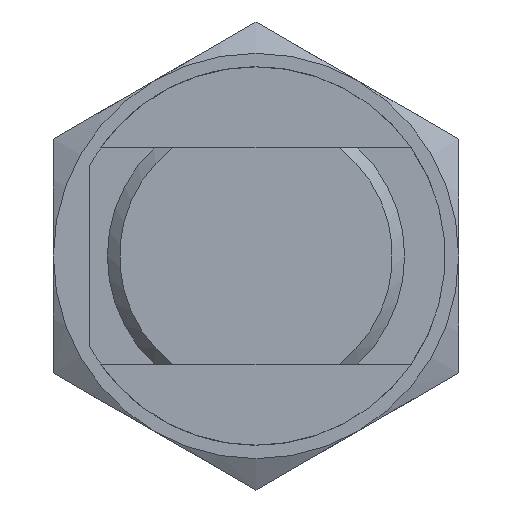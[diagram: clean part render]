
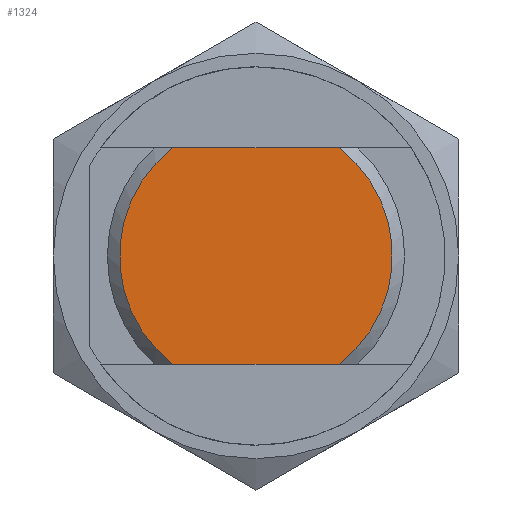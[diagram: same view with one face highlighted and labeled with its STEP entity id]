
A CAD part, front view. The second image highlights one B-rep face of the part: STEP entity #1324.
In plain terms, the highlighted planar face has unit normal (0, -1, 0).
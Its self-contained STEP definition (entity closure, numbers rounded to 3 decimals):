
#172=LINE('',#2331,#222);
#173=LINE('',#2335,#223);
#222=VECTOR('',#1831,1000.);
#223=VECTOR('',#1834,1000.);
#484=ORIENTED_EDGE('',*,*,#724,.F.);
#485=ORIENTED_EDGE('',*,*,#725,.T.);
#486=ORIENTED_EDGE('',*,*,#726,.F.);
#487=ORIENTED_EDGE('',*,*,#727,.T.);
#724=EDGE_CURVE('',#858,#859,#944,.T.);
#725=EDGE_CURVE('',#858,#860,#172,.T.);
#726=EDGE_CURVE('',#861,#860,#945,.T.);
#727=EDGE_CURVE('',#861,#859,#173,.T.);
#858=VERTEX_POINT('',#2329);
#859=VERTEX_POINT('',#2330);
#860=VERTEX_POINT('',#2332);
#861=VERTEX_POINT('',#2334);
#944=CIRCLE('',#1517,10.1);
#945=CIRCLE('',#1518,10.1);
#1048=EDGE_LOOP('',(#484,#485,#486,#487));
#1172=FACE_BOUND('',#1048,.T.);
#1247=PLANE('',#1516);
#1324=ADVANCED_FACE('',(#1172),#1247,.T.);
#1516=AXIS2_PLACEMENT_3D('',#2327,#1827,#1828);
#1517=AXIS2_PLACEMENT_3D('',#2328,#1829,#1830);
#1518=AXIS2_PLACEMENT_3D('',#2333,#1832,#1833);
#1827=DIRECTION('',(0.,-1.,0.));
#1828=DIRECTION('',(0.,0.,-1.));
#1829=DIRECTION('',(0.,1.,0.));
#1830=DIRECTION('',(-1.,0.,0.));
#1831=DIRECTION('',(1.,0.,0.));
#1832=DIRECTION('',(0.,1.,0.));
#1833=DIRECTION('',(1.,0.,0.));
#1834=DIRECTION('',(-1.,0.,0.));
#2327=CARTESIAN_POINT('',(-5.5,0.,0.));
#2328=CARTESIAN_POINT('',(0.,0.,0.));
#2329=CARTESIAN_POINT('',(-6.165,0.,-8.));
#2330=CARTESIAN_POINT('',(-6.165,0.,8.));
#2331=CARTESIAN_POINT('',(-6.165,0.,-8.));
#2332=CARTESIAN_POINT('',(6.165,0.,-8.));
#2333=CARTESIAN_POINT('',(0.,0.,0.));
#2334=CARTESIAN_POINT('',(6.165,0.,8.));
#2335=CARTESIAN_POINT('',(6.165,0.,8.));
